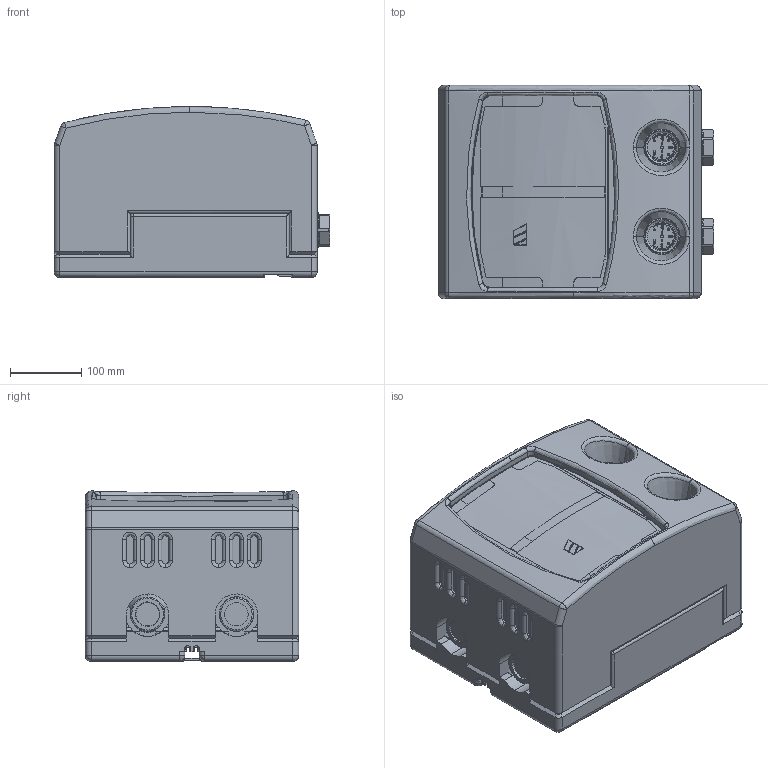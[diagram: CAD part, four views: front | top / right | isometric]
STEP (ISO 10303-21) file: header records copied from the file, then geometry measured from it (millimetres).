
FILE_DESCRIPTION (( 'STEP AP203' ), '1' );
FILE_NAME ('10026881.STEP', '2022-11-28T10:59:17', ( '' ), ( '' ), 'SwSTEP 2.0', 'SolidWorks 2021', '' );
FILE_SCHEMA (( 'CONFIG_CONTROL_DESIGN' ));
Products named in the file (1): 10026881
Bounding box: 388 x 300 x 240.5 mm (x, y, z)
Volume: 24736761.1 mm3; surface area: 1344218.6 mm2
Topology: 7 solids, 14 shells, 3977 faces, 10013 edges, 6311 vertices
Faces by surface type: plane 1855, bspline 998, cylinder 884, cone 216, torus 24
Entity records: 174248 total; most frequent: CARTESIAN_POINT 88411, ORIENTED_EDGE 19950, DIRECTION 14065, EDGE_CURVE 9975, VERTEX_POINT 6311, VECTOR 4999, LINE 4999, AXIS2_PLACEMENT_3D 4533
